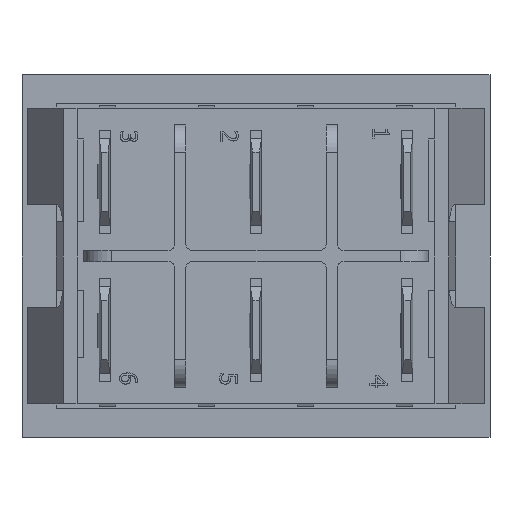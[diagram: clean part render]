
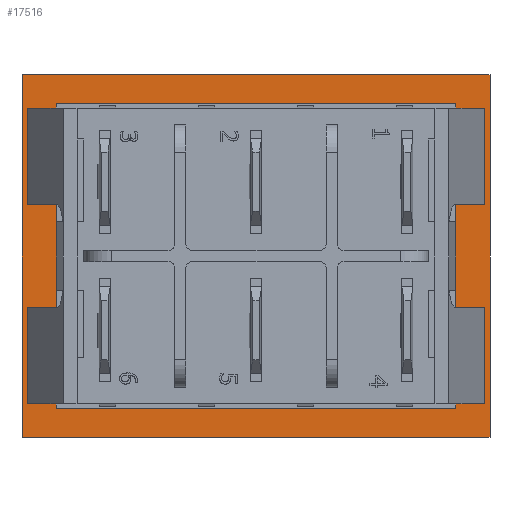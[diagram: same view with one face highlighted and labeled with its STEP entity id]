
A CAD part, front view. The second image highlights one B-rep face of the part: STEP entity #17516.
In plain terms, the highlighted planar face has unit normal (0, -1, 0).
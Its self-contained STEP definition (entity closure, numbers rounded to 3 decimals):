
#154=FACE_BOUND('',#1743,.T.);
#768=FACE_OUTER_BOUND('',#1742,.T.);
#1742=EDGE_LOOP('',(#11788,#11789,#11790,#11791));
#1743=EDGE_LOOP('',(#11792,#11793,#11794,#11795,#11796,#11797,#11798,#11799,
#11800,#11801,#11802,#11803,#11804,#11805,#11806,#11807,#11808,#11809,#11810,
#11811,#11812,#11813,#11814,#11815));
#2847=LINE('',#24814,#5060);
#2848=LINE('',#24816,#5061);
#2849=LINE('',#24818,#5062);
#2850=LINE('',#24819,#5063);
#2851=LINE('',#24822,#5064);
#2852=LINE('',#24824,#5065);
#2853=LINE('',#24826,#5066);
#2854=LINE('',#24828,#5067);
#2855=LINE('',#24830,#5068);
#2856=LINE('',#24832,#5069);
#2857=LINE('',#24834,#5070);
#2858=LINE('',#24836,#5071);
#2859=LINE('',#24838,#5072);
#2860=LINE('',#24840,#5073);
#2861=LINE('',#24842,#5074);
#2862=LINE('',#24844,#5075);
#2863=LINE('',#24846,#5076);
#2864=LINE('',#24848,#5077);
#2865=LINE('',#24850,#5078);
#2866=LINE('',#24852,#5079);
#2867=LINE('',#24854,#5080);
#2868=LINE('',#24856,#5081);
#2869=LINE('',#24858,#5082);
#2870=LINE('',#24860,#5083);
#2871=LINE('',#24862,#5084);
#2872=LINE('',#24864,#5085);
#2873=LINE('',#24866,#5086);
#2874=LINE('',#24867,#5087);
#5060=VECTOR('',#19971,10.);
#5061=VECTOR('',#19972,10.);
#5062=VECTOR('',#19973,10.);
#5063=VECTOR('',#19974,10.);
#5064=VECTOR('',#19975,10.);
#5065=VECTOR('',#19976,10.);
#5066=VECTOR('',#19977,10.);
#5067=VECTOR('',#19978,10.);
#5068=VECTOR('',#19979,10.);
#5069=VECTOR('',#19980,10.);
#5070=VECTOR('',#19981,10.);
#5071=VECTOR('',#19982,10.);
#5072=VECTOR('',#19983,10.);
#5073=VECTOR('',#19984,10.);
#5074=VECTOR('',#19985,10.);
#5075=VECTOR('',#19986,10.);
#5076=VECTOR('',#19987,10.);
#5077=VECTOR('',#19988,10.);
#5078=VECTOR('',#19989,10.);
#5079=VECTOR('',#19990,10.);
#5080=VECTOR('',#19991,10.);
#5081=VECTOR('',#19992,10.);
#5082=VECTOR('',#19993,10.);
#5083=VECTOR('',#19994,10.);
#5084=VECTOR('',#19995,10.);
#5085=VECTOR('',#19996,10.);
#5086=VECTOR('',#19997,10.);
#5087=VECTOR('',#19998,10.);
#7255=VERTEX_POINT('',#24812);
#7256=VERTEX_POINT('',#24813);
#7257=VERTEX_POINT('',#24815);
#7258=VERTEX_POINT('',#24817);
#7259=VERTEX_POINT('',#24820);
#7260=VERTEX_POINT('',#24821);
#7261=VERTEX_POINT('',#24823);
#7262=VERTEX_POINT('',#24825);
#7263=VERTEX_POINT('',#24827);
#7264=VERTEX_POINT('',#24829);
#7265=VERTEX_POINT('',#24831);
#7266=VERTEX_POINT('',#24833);
#7267=VERTEX_POINT('',#24835);
#7268=VERTEX_POINT('',#24837);
#7269=VERTEX_POINT('',#24839);
#7270=VERTEX_POINT('',#24841);
#7271=VERTEX_POINT('',#24843);
#7272=VERTEX_POINT('',#24845);
#7273=VERTEX_POINT('',#24847);
#7274=VERTEX_POINT('',#24849);
#7275=VERTEX_POINT('',#24851);
#7276=VERTEX_POINT('',#24853);
#7277=VERTEX_POINT('',#24855);
#7278=VERTEX_POINT('',#24857);
#7279=VERTEX_POINT('',#24859);
#7280=VERTEX_POINT('',#24861);
#7281=VERTEX_POINT('',#24863);
#7282=VERTEX_POINT('',#24865);
#9005=EDGE_CURVE('',#7255,#7256,#2847,.T.);
#9006=EDGE_CURVE('',#7256,#7257,#2848,.T.);
#9007=EDGE_CURVE('',#7257,#7258,#2849,.T.);
#9008=EDGE_CURVE('',#7258,#7255,#2850,.T.);
#9009=EDGE_CURVE('',#7259,#7260,#2851,.T.);
#9010=EDGE_CURVE('',#7261,#7259,#2852,.T.);
#9011=EDGE_CURVE('',#7262,#7261,#2853,.T.);
#9012=EDGE_CURVE('',#7262,#7263,#2854,.T.);
#9013=EDGE_CURVE('',#7264,#7263,#2855,.T.);
#9014=EDGE_CURVE('',#7264,#7265,#2856,.T.);
#9015=EDGE_CURVE('',#7266,#7265,#2857,.T.);
#9016=EDGE_CURVE('',#7267,#7266,#2858,.T.);
#9017=EDGE_CURVE('',#7268,#7267,#2859,.T.);
#9018=EDGE_CURVE('',#7268,#7269,#2860,.T.);
#9019=EDGE_CURVE('',#7269,#7270,#2861,.T.);
#9020=EDGE_CURVE('',#7270,#7271,#2862,.T.);
#9021=EDGE_CURVE('',#7272,#7271,#2863,.T.);
#9022=EDGE_CURVE('',#7273,#7272,#2864,.T.);
#9023=EDGE_CURVE('',#7274,#7273,#2865,.T.);
#9024=EDGE_CURVE('',#7274,#7275,#2866,.T.);
#9025=EDGE_CURVE('',#7276,#7275,#2867,.T.);
#9026=EDGE_CURVE('',#7276,#7277,#2868,.T.);
#9027=EDGE_CURVE('',#7278,#7277,#2869,.T.);
#9028=EDGE_CURVE('',#7279,#7278,#2870,.T.);
#9029=EDGE_CURVE('',#7280,#7279,#2871,.T.);
#9030=EDGE_CURVE('',#7280,#7281,#2872,.T.);
#9031=EDGE_CURVE('',#7281,#7282,#2873,.T.);
#9032=EDGE_CURVE('',#7282,#7260,#2874,.T.);
#11788=ORIENTED_EDGE('',*,*,#9005,.T.);
#11789=ORIENTED_EDGE('',*,*,#9006,.T.);
#11790=ORIENTED_EDGE('',*,*,#9007,.T.);
#11791=ORIENTED_EDGE('',*,*,#9008,.T.);
#11792=ORIENTED_EDGE('',*,*,#9009,.F.);
#11793=ORIENTED_EDGE('',*,*,#9010,.F.);
#11794=ORIENTED_EDGE('',*,*,#9011,.F.);
#11795=ORIENTED_EDGE('',*,*,#9012,.T.);
#11796=ORIENTED_EDGE('',*,*,#9013,.F.);
#11797=ORIENTED_EDGE('',*,*,#9014,.T.);
#11798=ORIENTED_EDGE('',*,*,#9015,.F.);
#11799=ORIENTED_EDGE('',*,*,#9016,.F.);
#11800=ORIENTED_EDGE('',*,*,#9017,.F.);
#11801=ORIENTED_EDGE('',*,*,#9018,.T.);
#11802=ORIENTED_EDGE('',*,*,#9019,.T.);
#11803=ORIENTED_EDGE('',*,*,#9020,.T.);
#11804=ORIENTED_EDGE('',*,*,#9021,.F.);
#11805=ORIENTED_EDGE('',*,*,#9022,.F.);
#11806=ORIENTED_EDGE('',*,*,#9023,.F.);
#11807=ORIENTED_EDGE('',*,*,#9024,.T.);
#11808=ORIENTED_EDGE('',*,*,#9025,.F.);
#11809=ORIENTED_EDGE('',*,*,#9026,.T.);
#11810=ORIENTED_EDGE('',*,*,#9027,.F.);
#11811=ORIENTED_EDGE('',*,*,#9028,.F.);
#11812=ORIENTED_EDGE('',*,*,#9029,.F.);
#11813=ORIENTED_EDGE('',*,*,#9030,.T.);
#11814=ORIENTED_EDGE('',*,*,#9031,.T.);
#11815=ORIENTED_EDGE('',*,*,#9032,.T.);
#16736=PLANE('',#18538);
#17516=ADVANCED_FACE('',(#768,#154),#16736,.T.);
#18538=AXIS2_PLACEMENT_3D('',#24811,#19969,#19970);
#19969=DIRECTION('center_axis',(0.,-1.,0.));
#19970=DIRECTION('ref_axis',(0.,0.,
1.));
#19971=DIRECTION('',(1.,0.,0.));
#19972=DIRECTION('',(0.,0.,1.));
#19973=DIRECTION('',(-1.,0.,0.));
#19974=DIRECTION('',(0.,0.,-1.));
#19975=DIRECTION('',(-1.,0.,0.));
#19976=DIRECTION('',(0.,0.,1.));
#19977=DIRECTION('',(1.,0.,0.));
#19978=DIRECTION('',(0.,0.,-1.));
#19979=DIRECTION('',(0.,0.,1.));
#19980=DIRECTION('',(0.,0.,-1.));
#19981=DIRECTION('',(-1.,0.,0.));
#19982=DIRECTION('',(0.,0.,1.));
#19983=DIRECTION('',(1.,0.,0.));
#19984=DIRECTION('',(0.,0.,-1.));
#19985=DIRECTION('',(-1.,0.,0.));
#19986=DIRECTION('',(0.,0.,1.));
#19987=DIRECTION('',(1.,0.,0.));
#19988=DIRECTION('',(0.,0.,-1.));
#19989=DIRECTION('',(-1.,0.,0.));
#19990=DIRECTION('',(0.,0.,1.));
#19991=DIRECTION('',(0.,0.,-1.));
#19992=DIRECTION('',(0.,0.,1.));
#19993=DIRECTION('',(1.,0.,0.));
#19994=DIRECTION('',(0.,0.,-1.));
#19995=DIRECTION('',(-1.,0.,0.));
#19996=DIRECTION('',(0.,0.,1.));
#19997=DIRECTION('',(1.,0.,0.));
#19998=DIRECTION('',(0.,0.,-1.));
#24811=CARTESIAN_POINT('Origin',(8.5,15.75,-6.575));
#24812=CARTESIAN_POINT('',(-17.,15.75,-13.15));
#24813=CARTESIAN_POINT('',(17.,15.75,-13.15));
#24814=CARTESIAN_POINT('',(-17.,15.75,-13.15));
#24815=CARTESIAN_POINT('',(17.,15.75,13.15));
#24816=CARTESIAN_POINT('',(17.,15.75,-13.15));
#24817=CARTESIAN_POINT('',(-17.,15.75,13.15));
#24818=CARTESIAN_POINT('',(17.,15.75,13.15));
#24819=CARTESIAN_POINT('',(-17.,15.75,13.15));
#24820=CARTESIAN_POINT('',(14.964,15.75,10.75));
#24821=CARTESIAN_POINT('',(14.5,15.75,10.75));
#24822=CARTESIAN_POINT('',(11.651,15.75,10.75));
#24823=CARTESIAN_POINT('',(14.964,15.75,3.75));
#24824=CARTESIAN_POINT('',(14.964,15.75,2.088));
#24825=CARTESIAN_POINT('',(14.5,15.75,3.75));
#24826=CARTESIAN_POINT('',(14.75,15.75,3.75));
#24827=CARTESIAN_POINT('',(14.5,15.75,2.5));
#24828=CARTESIAN_POINT('',(14.5,15.75,11.05));
#24829=CARTESIAN_POINT('',(14.5,15.75,-2.5));
#24830=CARTESIAN_POINT('',(14.5,15.75,-3.288));
#24831=CARTESIAN_POINT('',(14.5,15.75,-3.75));
#24832=CARTESIAN_POINT('',(14.5,15.75,11.05));
#24833=CARTESIAN_POINT('',(14.964,15.75,-3.75));
#24834=CARTESIAN_POINT('',(14.75,15.75,-3.75));
#24835=CARTESIAN_POINT('',(14.964,15.75,-10.75));
#24836=CARTESIAN_POINT('',(14.964,15.75,-8.663));
#24837=CARTESIAN_POINT('',(14.5,15.75,-10.75));
#24838=CARTESIAN_POINT('',(11.651,15.75,-10.75));
#24839=CARTESIAN_POINT('',(14.5,15.75,-11.05));
#24840=CARTESIAN_POINT('',(14.5,15.75,11.05));
#24841=CARTESIAN_POINT('',(-14.5,15.75,-11.05));
#24842=CARTESIAN_POINT('',(14.5,15.75,-11.05));
#24843=CARTESIAN_POINT('',(-14.5,15.75,-10.75));
#24844=CARTESIAN_POINT('',(-14.5,15.75,-11.05));
#24845=CARTESIAN_POINT('',(-14.964,15.75,-10.75));
#24846=CARTESIAN_POINT('',(-3.151,15.75,-10.75));
#24847=CARTESIAN_POINT('',(-14.964,15.75,-3.75));
#24848=CARTESIAN_POINT('',(-14.964,15.75,-8.663));
#24849=CARTESIAN_POINT('',(-14.5,15.75,-3.75));
#24850=CARTESIAN_POINT('',(-6.25,15.75,-3.75));
#24851=CARTESIAN_POINT('',(-14.5,15.75,-2.5));
#24852=CARTESIAN_POINT('',(-14.5,15.75,-11.05));
#24853=CARTESIAN_POINT('',(-14.5,15.75,2.5));
#24854=CARTESIAN_POINT('',(-14.5,15.75,-3.288));
#24855=CARTESIAN_POINT('',(-14.5,15.75,3.75));
#24856=CARTESIAN_POINT('',(-14.5,15.75,-11.05));
#24857=CARTESIAN_POINT('',(-14.964,15.75,3.75));
#24858=CARTESIAN_POINT('',(-6.25,15.75,3.75));
#24859=CARTESIAN_POINT('',(-14.964,15.75,10.75));
#24860=CARTESIAN_POINT('',(-14.964,15.75,2.088));
#24861=CARTESIAN_POINT('',(-14.5,15.75,10.75));
#24862=CARTESIAN_POINT('',(-3.151,15.75,10.75));
#24863=CARTESIAN_POINT('',(-14.5,15.75,11.05));
#24864=CARTESIAN_POINT('',(-14.5,15.75,-11.05));
#24865=CARTESIAN_POINT('',(14.5,15.75,11.05));
#24866=CARTESIAN_POINT('',(-14.5,15.75,11.05));
#24867=CARTESIAN_POINT('',(14.5,15.75,11.05));
